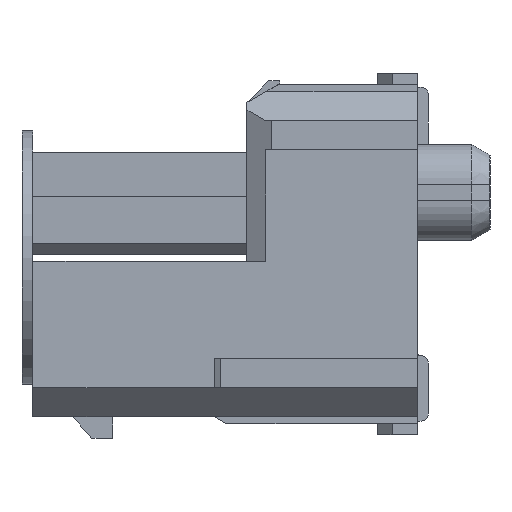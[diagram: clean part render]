
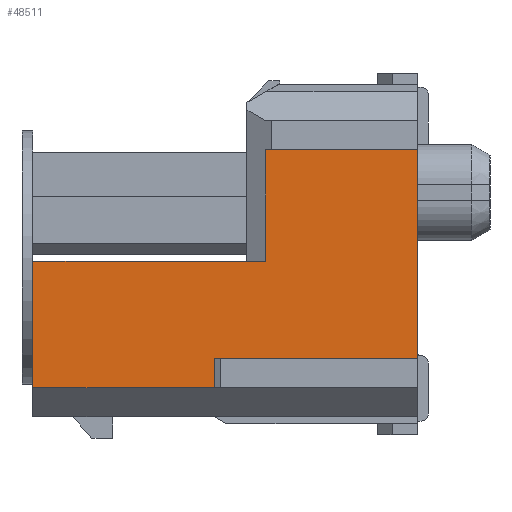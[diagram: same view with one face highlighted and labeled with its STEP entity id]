
A CAD part, left-side view. The second image highlights one B-rep face of the part: STEP entity #48511.
In plain terms, the highlighted planar face has unit normal (-1, 0, 0).
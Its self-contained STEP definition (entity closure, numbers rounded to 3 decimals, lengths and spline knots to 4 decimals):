
#1567=ORIENTED_EDGE('',*,*,#16375,.T.);
#1568=ORIENTED_EDGE('',*,*,#16376,.T.);
#1569=ORIENTED_EDGE('',*,*,#16377,.F.);
#1570=ORIENTED_EDGE('',*,*,#16378,.F.);
#1571=ORIENTED_EDGE('',*,*,#16379,.T.);
#1572=ORIENTED_EDGE('',*,*,#16380,.F.);
#1573=ORIENTED_EDGE('',*,*,#16381,.F.);
#1574=ORIENTED_EDGE('',*,*,#16382,.T.);
#16375=EDGE_CURVE('',#23778,#23779,#28593,.T.);
#16376=EDGE_CURVE('',#23779,#23780,#28594,.T.);
#16377=EDGE_CURVE('',#23781,#23780,#28595,.T.);
#16378=EDGE_CURVE('',#23782,#23781,#28596,.T.);
#16379=EDGE_CURVE('',#23782,#23783,#28597,.T.);
#16380=EDGE_CURVE('',#23784,#23783,#28598,.T.);
#16381=EDGE_CURVE('',#23785,#23784,#28599,.T.);
#16382=EDGE_CURVE('',#23785,#23778,#28600,.T.);
#23778=VERTEX_POINT('',#68118);
#23779=VERTEX_POINT('',#68119);
#23780=VERTEX_POINT('',#68121);
#23781=VERTEX_POINT('',#68123);
#23782=VERTEX_POINT('',#68125);
#23783=VERTEX_POINT('',#68127);
#23784=VERTEX_POINT('',#68129);
#23785=VERTEX_POINT('',#68131);
#28593=LINE('',#68117,#35147);
#28594=LINE('',#68120,#35148);
#28595=LINE('',#68122,#35149);
#28596=LINE('',#68124,#35150);
#28597=LINE('',#68126,#35151);
#28598=LINE('',#68128,#35152);
#28599=LINE('',#68130,#35153);
#28600=LINE('',#68132,#35154);
#35147=VECTOR('',#54650,1000.);
#35148=VECTOR('',#54651,1000.);
#35149=VECTOR('',#54652,1000.);
#35150=VECTOR('',#54653,1000.);
#35151=VECTOR('',#54654,1000.);
#35152=VECTOR('',#54655,1000.);
#35153=VECTOR('',#54656,1000.);
#35154=VECTOR('',#54657,1000.);
#41468=EDGE_LOOP('',(#1567,#1568,#1569,#1570,#1571,#1572,#1573,#1574));
#43960=FACE_BOUND('',#41468,.T.);
#46452=PLANE('',#51048);
#48511=ADVANCED_FACE('',(#43960),#46452,.F.);
#51048=AXIS2_PLACEMENT_3D('',#68116,#54648,#54649);
#54648=DIRECTION('',(1.,0.,0.));
#54649=DIRECTION('',(0.,0.,-1.));
#54650=DIRECTION('',(0.,1.,0.));
#54651=DIRECTION('',(0.,0.,-1.));
#54652=DIRECTION('',(0.,-1.,0.));
#54653=DIRECTION('',(0.,0.,1.));
#54654=DIRECTION('',(0.,-1.,0.));
#54655=DIRECTION('',(0.,0.,-1.));
#54656=DIRECTION('',(0.,1.,0.));
#54657=DIRECTION('',(0.,0.,1.));
#68116=CARTESIAN_POINT('',(-9.85,2.35,-1.84));
#68117=CARTESIAN_POINT('',(-9.85,0.,1.44));
#68118=CARTESIAN_POINT('',(-9.85,0.,1.44));
#68119=CARTESIAN_POINT('',(-9.85,2.0913,1.44));
#68120=CARTESIAN_POINT('',(-9.85,2.0913,-1.84));
#68121=CARTESIAN_POINT('',(-9.85,2.0913,-0.1));
#68122=CARTESIAN_POINT('',(-9.85,5.3,-0.1));
#68123=CARTESIAN_POINT('',(-9.85,5.3,-0.1));
#68124=CARTESIAN_POINT('',(-9.85,5.3,-1.84));
#68125=CARTESIAN_POINT('',(-9.85,5.3,-1.84));
#68126=CARTESIAN_POINT('',(-9.85,2.35,-1.84));
#68127=CARTESIAN_POINT('',(-9.85,2.8,-1.84));
#68128=CARTESIAN_POINT('',(-9.85,2.8,-1.44));
#68129=CARTESIAN_POINT('',(-9.85,2.8,-1.44));
#68130=CARTESIAN_POINT('',(-9.85,0.,-1.44));
#68131=CARTESIAN_POINT('',(-9.85,0.,-1.44));
#68132=CARTESIAN_POINT('',(-9.85,0.,-1.84));
